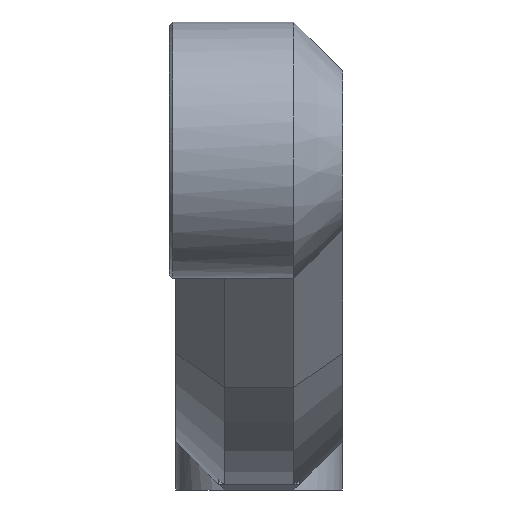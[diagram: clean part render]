
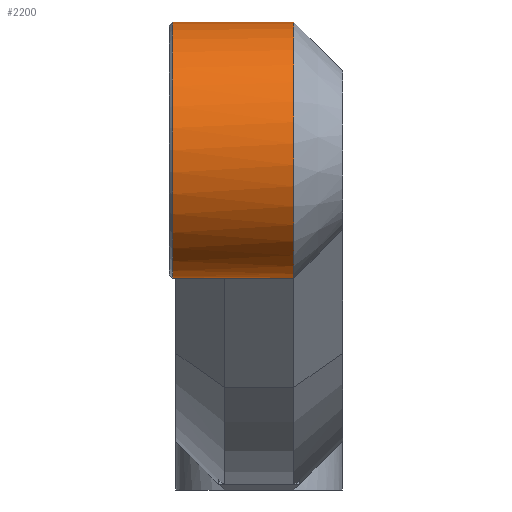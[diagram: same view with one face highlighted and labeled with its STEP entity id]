
A CAD part, left-side view. The second image highlights one B-rep face of the part: STEP entity #2200.
In plain terms, the highlighted cylindrical face has radius 20 mm (diameter 40 mm), a full revolution.
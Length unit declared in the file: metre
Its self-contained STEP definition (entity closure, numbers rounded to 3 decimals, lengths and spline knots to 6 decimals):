
#106=ELLIPSE('',#2401,0.028284,0.02);
#107=ELLIPSE('',#2405,0.028284,0.02);
#108=ELLIPSE('',#2408,0.028284,0.02);
#109=ELLIPSE('',#2415,0.028284,0.02);
#222=LINE('',#3916,#402);
#228=LINE('',#3934,#408);
#402=VECTOR('',#2867,1.);
#408=VECTOR('',#2887,1.);
#970=ORIENTED_EDGE('',*,*,#1430,.T.);
#971=ORIENTED_EDGE('',*,*,#1429,.T.);
#972=ORIENTED_EDGE('',*,*,#1424,.T.);
#973=ORIENTED_EDGE('',*,*,#1421,.T.);
#974=ORIENTED_EDGE('',*,*,#1419,.T.);
#975=ORIENTED_EDGE('',*,*,#1417,.T.);
#976=ORIENTED_EDGE('',*,*,#1415,.T.);
#977=ORIENTED_EDGE('',*,*,#1413,.T.);
#978=ORIENTED_EDGE('',*,*,#1410,.T.);
#1410=EDGE_CURVE('',#1666,#1667,#222,.F.);
#1413=EDGE_CURVE('',#1668,#1666,#106,.T.);
#1415=EDGE_CURVE('',#1669,#1668,#1776,.T.);
#1417=EDGE_CURVE('',#1670,#1669,#107,.T.);
#1419=EDGE_CURVE('',#1671,#1670,#228,.T.);
#1421=EDGE_CURVE('',#1672,#1671,#108,.T.);
#1424=EDGE_CURVE('',#1674,#1672,#1777,.F.);
#1429=EDGE_CURVE('',#1667,#1674,#109,.T.);
#1430=EDGE_CURVE('',#1677,#1677,#1780,.F.);
#1666=VERTEX_POINT('',#3917);
#1667=VERTEX_POINT('',#3918);
#1668=VERTEX_POINT('',#3923);
#1669=VERTEX_POINT('',#3927);
#1670=VERTEX_POINT('',#3931);
#1671=VERTEX_POINT('',#3935);
#1672=VERTEX_POINT('',#3939);
#1674=VERTEX_POINT('',#3948);
#1677=VERTEX_POINT('',#3963);
#1776=CIRCLE('',#2403,0.02);
#1777=CIRCLE('',#2410,0.02);
#1780=CIRCLE('',#2417,0.02);
#1884=EDGE_LOOP('',(#970));
#1885=EDGE_LOOP('',(#971,#972,#973,#974,#975,#976,#977,#978));
#2038=FACE_BOUND('',#1884,.T.);
#2039=FACE_BOUND('',#1885,.T.);
#2117=CYLINDRICAL_SURFACE('',#2416,0.02);
#2200=ADVANCED_FACE('',(#2038,#2039),#2117,.T.);
#2401=AXIS2_PLACEMENT_3D('',#3922,#2872,#2873);
#2403=AXIS2_PLACEMENT_3D('',#3926,#2877,#2878);
#2405=AXIS2_PLACEMENT_3D('',#3930,#2882,#2883);
#2408=AXIS2_PLACEMENT_3D('',#3938,#2891,#2892);
#2410=AXIS2_PLACEMENT_3D('',#3947,#2896,#2897);
#2415=AXIS2_PLACEMENT_3D('',#3960,#2907,#2908);
#2416=AXIS2_PLACEMENT_3D('',#3961,#2909,#2910);
#2417=AXIS2_PLACEMENT_3D('',#3962,#2911,#2912);
#2867=DIRECTION('',(0.,1.,0.));
#2872=DIRECTION('',(-0.506,0.707,-0.494));
#2873=DIRECTION('',(0.506,0.707,0.494));
#2877=DIRECTION('',(0.,1.,0.));
#2878=DIRECTION('',(0.,0.,1.));
#2882=DIRECTION('',(0.506,0.707,0.494));
#2883=DIRECTION('',(-0.506,0.707,-0.494));
#2887=DIRECTION('',(0.,1.,0.));
#2891=DIRECTION('',(0.506,-0.707,0.494));
#2892=DIRECTION('',(0.506,0.707,0.494));
#2896=DIRECTION('',(0.,-1.,0.));
#2897=DIRECTION('',(0.,0.,-1.));
#2907=DIRECTION('',(-0.506,-0.707,-0.494));
#2908=DIRECTION('',(-0.506,0.707,-0.494));
#2909=DIRECTION('',(0.,1.,0.));
#2910=DIRECTION('',(0.,0.,1.));
#2911=DIRECTION('',(0.,1.,0.));
#2912=DIRECTION('',(0.,0.,1.));
#3916=CARTESIAN_POINT('',(0.226302,-0.013,0.100042));
#3917=CARTESIAN_POINT('',(0.226302,-0.022615,0.100042));
#3918=CARTESIAN_POINT('',(0.226302,-0.033385,0.100042));
#3922=CARTESIAN_POINT('',(0.225,-0.009615,0.12));
#3923=CARTESIAN_POINT('',(0.234591,-0.015,0.10245));
#3926=CARTESIAN_POINT('',(0.225,-0.015,0.12));
#3927=CARTESIAN_POINT('',(0.242302,-0.015,0.109968));
#3930=CARTESIAN_POINT('',(0.225,-0.009615,0.12));
#3931=CARTESIAN_POINT('',(0.244918,-0.022615,0.118193));
#3934=CARTESIAN_POINT('',(0.244918,-0.013,0.118193));
#3935=CARTESIAN_POINT('',(0.244918,-0.033385,0.118193));
#3938=CARTESIAN_POINT('',(0.225,-0.046385,0.12));
#3939=CARTESIAN_POINT('',(0.244918,-0.033385,0.118193));
#3947=CARTESIAN_POINT('',(0.225,-0.033385,0.12));
#3948=CARTESIAN_POINT('',(0.226302,-0.033385,0.100042));
#3960=CARTESIAN_POINT('',(0.225,-0.046385,0.12));
#3961=CARTESIAN_POINT('',(0.225,-0.013,0.12));
#3962=CARTESIAN_POINT('',(0.225,-0.0145,0.12));
#3963=CARTESIAN_POINT('',(0.225,-0.0145,0.14));
